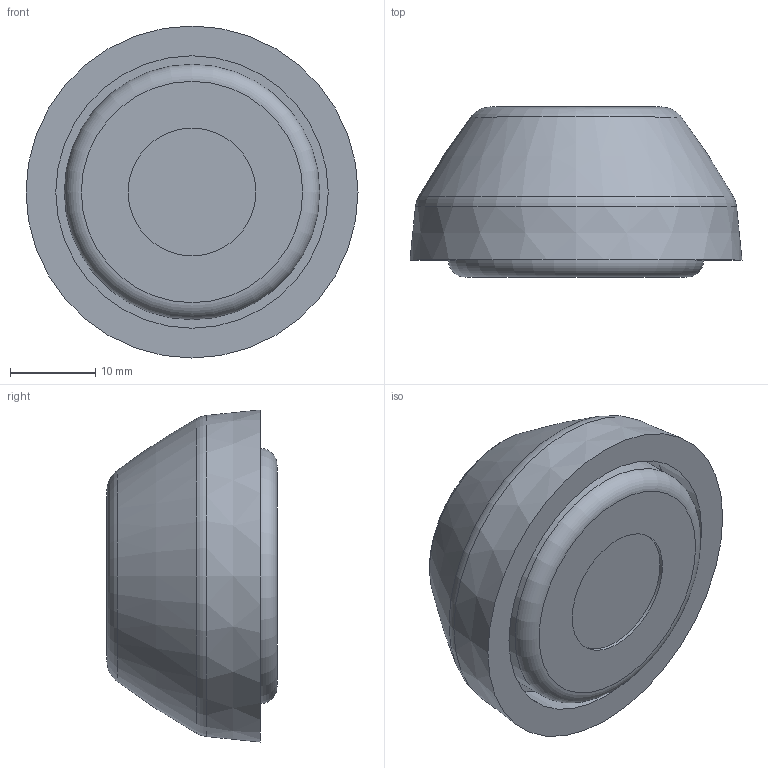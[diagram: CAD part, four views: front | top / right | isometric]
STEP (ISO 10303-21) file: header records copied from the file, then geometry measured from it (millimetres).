
FILE_DESCRIPTION(/* description */ ('STEP AP214'),/* implementation_level */ '2;1');
FILE_NAME(/* name */ '1011890.stp',/* time_stamp */ '2024-06-13T10:29:42+02:00',/* author */ ('Bo'),/* organization */ ('CADENAS'),/* preprocessor_version */ 'ST-DEVELOPER v20',/* originating_system */ 'Autodesk Inventor 2025',/* authorisation */ ' ');
FILE_SCHEMA (('AUTOMOTIVE_DESIGN { 1 0 10303 214 3 1 1 }'));
Length unit declared in the file: millimetre
Products named in the file (1): 1011890
Bounding box: 39 x 20 x 39 mm (x, y, z)
Volume: 15575.1 mm3; surface area: 5513.3 mm2
Topology: 1 solids, 2 shells, 19 faces, 31 edges, 19 vertices
Faces by surface type: plane 7, cylinder 4, torus 4, cone 2, bspline 1, sphere 1
Full cylindrical faces by diameter (mm): 15 x2, 30 x1, 32 x1
Entity records: 541 total; most frequent: CARTESIAN_POINT 95, DIRECTION 92, ORIENTED_EDGE 60, AXIS2_PLACEMENT_3D 43, EDGE_CURVE 30, CIRCLE 24, EDGE_LOOP 23, FACE_OUTER_BOUND 19
